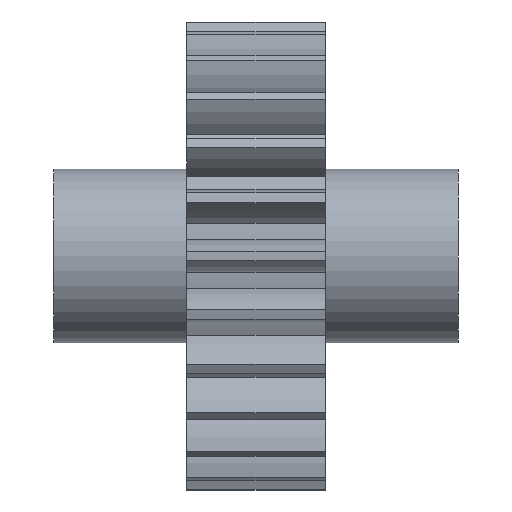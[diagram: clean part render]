
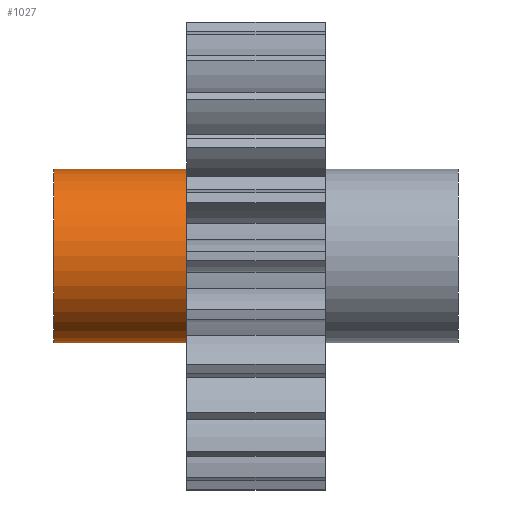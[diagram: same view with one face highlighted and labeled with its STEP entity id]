
A CAD part, front view. The second image highlights one B-rep face of the part: STEP entity #1027.
In plain terms, the highlighted cylindrical face has radius 7.5 mm (diameter 15 mm), a partial arc.
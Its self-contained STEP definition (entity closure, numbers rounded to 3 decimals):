
#56 = ORIENTED_EDGE ( 'NONE', *, *, #1401, .F. ) ;
#62 = ORIENTED_EDGE ( 'NONE', *, *, #1157, .F. ) ;
#285 = DIRECTION ( 'NONE',  ( 0., 0., -1. ) ) ;
#293 = DIRECTION ( 'NONE',  ( 1., 0., 0. ) ) ;
#406 = EDGE_CURVE ( 'NONE', #495, #3197, #1695, .T. ) ;
#495 = VERTEX_POINT ( 'NONE', #918 ) ;
#545 = DIRECTION ( 'NONE',  ( 1., 0., 0. ) ) ;
#569 = CIRCLE ( 'NONE', #1956, 7.5 ) ;
#717 = AXIS2_PLACEMENT_3D ( 'NONE', #1789, #1247, #285 ) ;
#918 = CARTESIAN_POINT ( 'NONE',  ( 0., 0., -7.5 ) ) ;
#1000 = ORIENTED_EDGE ( 'NONE', *, *, #406, .T. ) ;
#1027 = ADVANCED_FACE ( 'NONE', ( #2632 ), #1852, .T. ) ;
#1157 = EDGE_CURVE ( 'NONE', #1478, #3197, #2752, .T. ) ;
#1240 = VERTEX_POINT ( 'NONE', #3586 ) ;
#1247 = DIRECTION ( 'NONE',  ( 1., 0., 0. ) ) ;
#1327 = CARTESIAN_POINT ( 'NONE',  ( 0., 0., 7.5 ) ) ;
#1401 = EDGE_CURVE ( 'NONE', #1240, #1478, #569, .T. ) ;
#1431 = AXIS2_PLACEMENT_3D ( 'NONE', #2502, #2237, #3120 ) ;
#1476 = DIRECTION ( 'NONE',  ( -1., 0., 0. ) ) ;
#1478 = VERTEX_POINT ( 'NONE', #2558 ) ;
#1552 = CARTESIAN_POINT ( 'NONE',  ( -11.5, 0., 7.5 ) ) ;
#1695 = CIRCLE ( 'NONE', #1431, 7.5 ) ;
#1789 = CARTESIAN_POINT ( 'NONE',  ( -11.5, 0., 0. ) ) ;
#1852 = CYLINDRICAL_SURFACE ( 'NONE', #717, 7.5 ) ;
#1956 = AXIS2_PLACEMENT_3D ( 'NONE', #2139, #1476, #3999 ) ;
#2139 = CARTESIAN_POINT ( 'NONE',  ( -11.5, 0., 0. ) ) ;
#2162 = LINE ( 'NONE', #3410, #3123 ) ;
#2237 = DIRECTION ( 'NONE',  ( -1., 0., 0. ) ) ;
#2308 = EDGE_CURVE ( 'NONE', #1240, #495, #2162, .T. ) ;
#2319 = ORIENTED_EDGE ( 'NONE', *, *, #2308, .T. ) ;
#2502 = CARTESIAN_POINT ( 'NONE',  ( 0., 0., 0. ) ) ;
#2558 = CARTESIAN_POINT ( 'NONE',  ( -11.5, 0., 7.5 ) ) ;
#2632 = FACE_OUTER_BOUND ( 'NONE', #3263, .T. ) ;
#2752 = LINE ( 'NONE', #1552, #3327 ) ;
#3120 = DIRECTION ( 'NONE',  ( 0., 0., -1. ) ) ;
#3123 = VECTOR ( 'NONE', #293, 1000. ) ;
#3197 = VERTEX_POINT ( 'NONE', #1327 ) ;
#3263 = EDGE_LOOP ( 'NONE', ( #62, #56, #2319, #1000 ) ) ;
#3327 = VECTOR ( 'NONE', #545, 1000. ) ;
#3410 = CARTESIAN_POINT ( 'NONE',  ( -11.5, 0., -7.5 ) ) ;
#3586 = CARTESIAN_POINT ( 'NONE',  ( -11.5, 0., -7.5 ) ) ;
#3999 = DIRECTION ( 'NONE',  ( 0., 0., 1. ) ) ;
